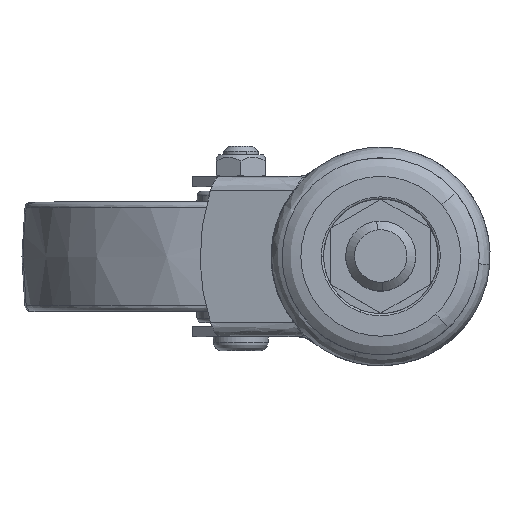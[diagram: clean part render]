
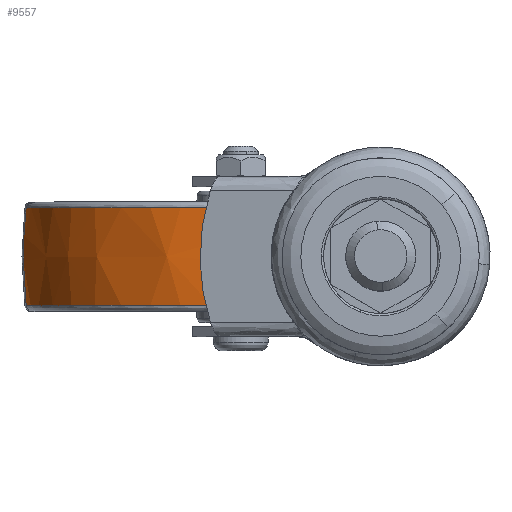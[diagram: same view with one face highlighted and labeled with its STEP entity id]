
A CAD part, top view. The second image highlights one B-rep face of the part: STEP entity #9557.
In plain terms, the highlighted free-form (B-spline) face has degree [2, 2] with [5, 5] control points.
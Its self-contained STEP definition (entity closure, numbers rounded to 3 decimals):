
#8585=CARTESIAN_POINT('',(0.0,-11.168,49.374));
#8586=VERTEX_POINT('',#8585);
#8600=CARTESIAN_POINT('',(-49.044,-11.168,5.701));
#8601=VERTEX_POINT('',#8600);
#8602=CARTESIAN_POINT('',(0.0,-11.168,49.374));
#8603=CARTESIAN_POINT('',(-43.968,-11.168,49.374));
#8604=CARTESIAN_POINT('',(-49.044,-11.168,5.701));
#8612=(BOUNDED_CURVE()B_SPLINE_CURVE(2,(#8602,#8603,#8604),.UNSPECIFIED.,.F.,.U.)B_SPLINE_CURVE_WITH_KNOTS((3,3),(0.5,0.73),.UNSPECIFIED.)CURVE()GEOMETRIC_REPRESENTATION_ITEM()RATIONAL_B_SPLINE_CURVE((1.0,0.731,0.957))REPRESENTATION_ITEM(''));
#8613=EDGE_CURVE('',#8586,#8601,#8612,.T.);
#8674=CARTESIAN_POINT('',(0.0,11.167,49.374));
#8675=VERTEX_POINT('',#8674);
#8738=CARTESIAN_POINT('',(-48.985,11.167,6.188));
#8739=VERTEX_POINT('',#8738);
#8753=CARTESIAN_POINT('',(0.0,11.167,49.374));
#8754=CARTESIAN_POINT('',(-43.529,11.167,49.374));
#8755=CARTESIAN_POINT('',(-48.985,11.167,6.188));
#8763=(BOUNDED_CURVE()B_SPLINE_CURVE(2,(#8753,#8754,#8755),.UNSPECIFIED.,.F.,.U.)B_SPLINE_CURVE_WITH_KNOTS((3,3),(0.5,0.728),.UNSPECIFIED.)CURVE()GEOMETRIC_REPRESENTATION_ITEM()RATIONAL_B_SPLINE_CURVE((1.0,0.733,0.954))REPRESENTATION_ITEM(''));
#8764=EDGE_CURVE('',#8675,#8739,#8763,.T.);
#8807=CARTESIAN_POINT('',(-49.044,11.167,5.701));
#8808=VERTEX_POINT('',#8807);
#8824=CARTESIAN_POINT('',(-48.985,11.167,6.188));
#8825=CARTESIAN_POINT('',(-49.016,11.167,5.945));
#8826=CARTESIAN_POINT('',(-49.044,11.167,5.701));
#8834=(BOUNDED_CURVE()B_SPLINE_CURVE(2,(#8824,#8825,#8826),.UNSPECIFIED.,.F.,.U.)B_SPLINE_CURVE_WITH_KNOTS((3,3),(0.728,0.73),.UNSPECIFIED.)CURVE()GEOMETRIC_REPRESENTATION_ITEM()RATIONAL_B_SPLINE_CURVE((0.954,0.955,0.957))REPRESENTATION_ITEM(''));
#8835=EDGE_CURVE('',#8739,#8808,#8834,.T.);
#9478=CARTESIAN_POINT('',(-49.044,-11.168,5.701));
#9479=CARTESIAN_POINT('',(-49.666,-5.601,5.773));
#9480=CARTESIAN_POINT('',(-49.666,0.,5.773));
#9481=CARTESIAN_POINT('',(-49.666,5.601,5.773));
#9482=CARTESIAN_POINT('',(-49.044,11.167,5.701));
#9490=(BOUNDED_CURVE()B_SPLINE_CURVE(2,(#9478,#9479,#9480,#9481,#9482),.UNSPECIFIED.,.F.,.U.)B_SPLINE_CURVE_WITH_KNOTS((3,2,3),(0.445,0.5,0.555),.UNSPECIFIED.)CURVE()GEOMETRIC_REPRESENTATION_ITEM()RATIONAL_B_SPLINE_CURVE((0.932,0.943,0.957,0.943,0.932))REPRESENTATION_ITEM(''));
#9491=EDGE_CURVE('',#8601,#8808,#9490,.T.);
#9496=CARTESIAN_POINT('',(0.0,-11.168,49.374));
#9497=CARTESIAN_POINT('',(0.0,-5.601,50.));
#9498=CARTESIAN_POINT('',(0.0,0.0,50.));
#9499=CARTESIAN_POINT('',(0.0,5.601,50.));
#9500=CARTESIAN_POINT('',(0.0,11.167,49.374));
#9508=(BOUNDED_CURVE()B_SPLINE_CURVE(2,(#9496,#9497,#9498,#9499,#9500),.UNSPECIFIED.,.F.,.U.)B_SPLINE_CURVE_WITH_KNOTS((3,2,3),(0.445,0.5,0.555),.UNSPECIFIED.)CURVE()GEOMETRIC_REPRESENTATION_ITEM()RATIONAL_B_SPLINE_CURVE((0.974,0.985,1.0,0.985,0.974))REPRESENTATION_ITEM(''));
#9509=EDGE_CURVE('',#8586,#8675,#9508,.T.);
#9517=CARTESIAN_POINT('',(0.319,-12.293,49.242));
#9518=CARTESIAN_POINT('',(0.324,-6.17,50.));
#9519=CARTESIAN_POINT('',(0.324,0.0,50.));
#9520=CARTESIAN_POINT('',(0.324,6.17,50.));
#9521=CARTESIAN_POINT('',(0.319,12.293,49.242));
#9522=CARTESIAN_POINT('',(0.16,-12.293,49.242));
#9523=CARTESIAN_POINT('',(0.162,-6.17,50.));
#9524=CARTESIAN_POINT('',(0.162,0.0,50.));
#9525=CARTESIAN_POINT('',(0.162,6.17,50.));
#9526=CARTESIAN_POINT('',(0.16,12.293,49.242));
#9527=CARTESIAN_POINT('',(-43.849,-12.293,49.242));
#9528=CARTESIAN_POINT('',(-44.525,-6.17,50.));
#9529=CARTESIAN_POINT('',(-44.525,0.0,50.));
#9530=CARTESIAN_POINT('',(-44.525,6.17,50.));
#9531=CARTESIAN_POINT('',(-43.849,12.293,49.242));
#9532=CARTESIAN_POINT('',(-48.931,-12.293,5.52));
#9533=CARTESIAN_POINT('',(-49.685,-6.17,5.605));
#9534=CARTESIAN_POINT('',(-49.685,0.0,5.605));
#9535=CARTESIAN_POINT('',(-49.685,6.17,5.605));
#9536=CARTESIAN_POINT('',(-48.931,12.293,5.52));
#9537=CARTESIAN_POINT('',(-48.951,-12.293,5.354));
#9538=CARTESIAN_POINT('',(-49.705,-6.17,5.436));
#9539=CARTESIAN_POINT('',(-49.705,0.0,5.436));
#9540=CARTESIAN_POINT('',(-49.705,6.17,5.436));
#9541=CARTESIAN_POINT('',(-48.951,12.293,5.354));
#9549=(BOUNDED_SURFACE()B_SPLINE_SURFACE(2,2,((#9517,#9522,#9527,#9532,#9537),(#9518,#9523,#9528,#9533,#9538),(#9519,#9524,#9529,#9534,#9539),(#9520,#9525,#9530,#9535,#9540),(#9521,#9526,#9531,#9536,#9541)),.UNSPECIFIED.,.F.,.F.,.U.)B_SPLINE_SURFACE_WITH_KNOTS((3,2,3),(3,1,1,3),(0.0,12.497,24.993),(0.0,0.381,76.512,76.893),.UNSPECIFIED.)GEOMETRIC_REPRESENTATION_ITEM()RATIONAL_B_SPLINE_SURFACE(((0.974,0.973,0.71,0.931,0.932),(0.986,0.985,0.719,0.942,0.944),(1.003,1.001,0.731,0.958,0.959),(0.986,0.985,0.719,0.942,0.944),(0.974,0.973,0.71,0.931,0.932)))REPRESENTATION_ITEM('')SURFACE());
#9550=ORIENTED_EDGE('',*,*,#8613,.F.);
#9551=ORIENTED_EDGE('',*,*,#9509,.T.);
#9552=ORIENTED_EDGE('',*,*,#8764,.T.);
#9553=ORIENTED_EDGE('',*,*,#8835,.T.);
#9554=ORIENTED_EDGE('',*,*,#9491,.F.);
#9555=EDGE_LOOP('',(#9550,#9551,#9552,#9553,#9554));
#9556=FACE_OUTER_BOUND('',#9555,.T.);
#9557=ADVANCED_FACE('',(#9556),#9549,.T.);
